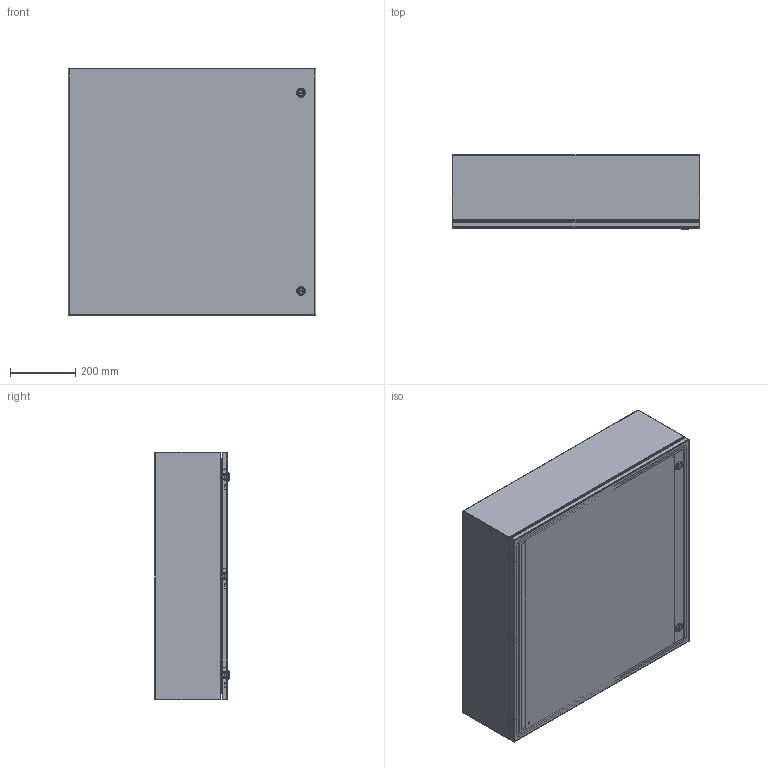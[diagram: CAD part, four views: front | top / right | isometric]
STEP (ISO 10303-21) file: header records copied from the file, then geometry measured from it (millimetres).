
FILE_DESCRIPTION (( 'STEP AP203' ), '1' );
FILE_NAME ('EN4SD30308S16_Default.step', '2019-11-14T20:59:40', ( '' ), ( '' ), 'SwSTEP 2.0', 'SolidWorks 2019', '' );
FILE_SCHEMA (( 'CONFIG_CONTROL_DESIGN' ));
Length unit declared in the file: inch
Products named in the file (1): EN4SD30308S16_Default
Bounding box: 762 x 228.65 x 762 mm (x, y, z)
Volume: 3785690.4 mm3; surface area: 4177357 mm2
Topology: 33 solids, 34 shells, 922 faces, 2186 edges, 1364 vertices
Faces by surface type: plane 450, cylinder 300, bspline 110, torus 36, cone 26
Entity records: 30405 total; most frequent: CARTESIAN_POINT 9437, ORIENTED_EDGE 4340, DIRECTION 4308, EDGE_CURVE 2170, AXIS2_PLACEMENT_3D 1531, VERTEX_POINT 1364, LINE 1246, VECTOR 1246
